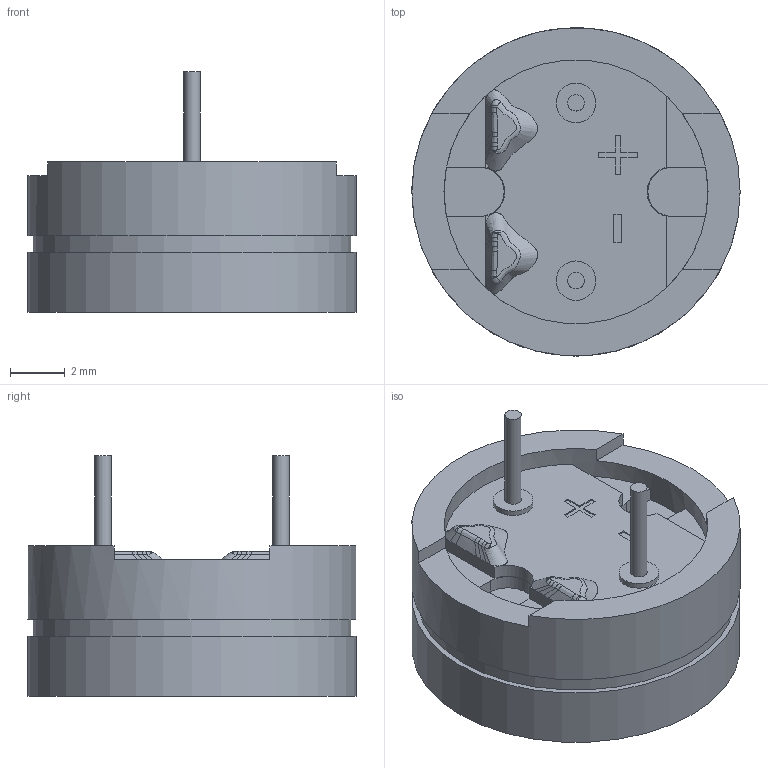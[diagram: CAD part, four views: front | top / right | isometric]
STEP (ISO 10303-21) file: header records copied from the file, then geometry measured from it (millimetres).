
FILE_DESCRIPTION(/* description */ (''),/* implementation_level */ '2;1');
FILE_NAME(/* name */ 'AT-1220-TT-11-R.ipt.stp',/* time_stamp */ '2020-05-28T15:48:18-04:00',/* author */ ('J.D.'),/* organization */ (''),/* preprocessor_version */ 'ST-DEVELOPER v16.1',/* originating_system */ 'Autodesk Inventor 2016',/* authorisation */ '');
FILE_SCHEMA (('AUTOMOTIVE_DESIGN { 1 0 10303 214 3 1 1 }'));
Length unit declared in the file: millimetre
Products named in the file (1): AT-1220-TT-11-R
Bounding box: 12 x 12 x 8.8 mm (x, y, z)
Volume: 517.9 mm3; surface area: 523.6 mm2
Topology: 1 solids, 1 shells, 106 faces, 263 edges, 165 vertices
Faces by surface type: plane 60, bspline 32, cylinder 14
Full cylindrical faces by diameter (mm): 0.6 x2, 1.45 x2, 4 x1, 8 x1, 9.65 x1, 11.6 x1, 12 x2
Entity records: 4991 total; most frequent: CARTESIAN_POINT 2577, ORIENTED_EDGE 494, DIRECTION 370, EDGE_CURVE 247, VERTEX_POINT 163, EDGE_LOOP 126, AXIS2_PLACEMENT_3D 124, LINE 122
